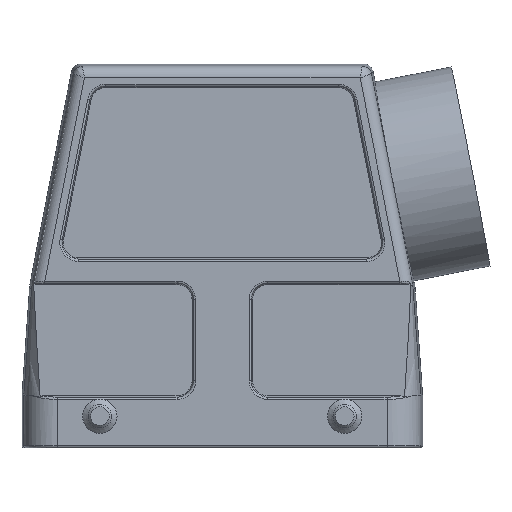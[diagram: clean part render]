
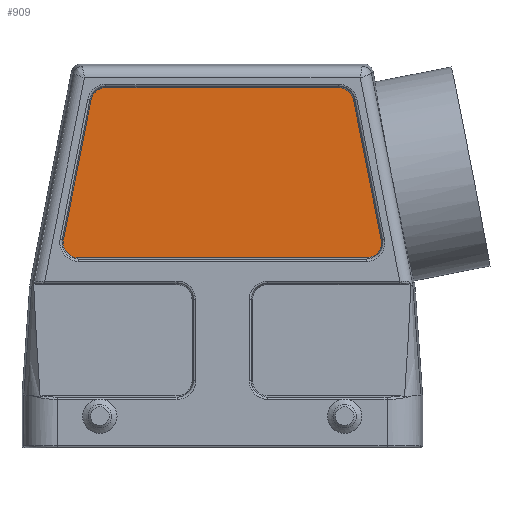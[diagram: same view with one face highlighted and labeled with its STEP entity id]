
A CAD part, front view. The second image highlights one B-rep face of the part: STEP entity #909.
In plain terms, the highlighted planar face has unit normal (0, -1, 0).
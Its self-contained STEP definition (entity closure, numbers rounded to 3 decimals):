
#560=FACE_OUTER_BOUND('',#2495,.T.);
#909=ADVANCED_FACE('',(#560),#1315,.F.);
#1315=PLANE('',#6595);
#1463=B_SPLINE_CURVE_WITH_KNOTS('',3,(#9987,#9988,#9989,#9990,#9991,#9992,
#9993,#9994,#9995,#9996,#9997,#9998,#9999,#10000,#10001,#10002,#10003,#10004,
#10005),.UNSPECIFIED.,.F.,.F.,(4,3,3,3,3,3,4),(0.,0.185,0.371,
0.568,0.754,0.948,1.),.UNSPECIFIED.);
#1464=B_SPLINE_CURVE_WITH_KNOTS('',3,(#10009,#10010,#10011,#10012,#10013,
#10014,#10015,#10016,#10017,#10018,#10019,#10020,#10021,#10022,#10023,#10024,
#10025,#10026,#10027,#10028,#10029,#10030),.UNSPECIFIED.,.F.,.F.,(4,3,3,
3,3,3,3,4),(0.,0.25,0.372,0.491,0.61,
0.729,0.848,1.),.UNSPECIFIED.);
#1465=B_SPLINE_CURVE_WITH_KNOTS('',3,(#10031,#10032,#10033,#10034,#10035,
#10036,#10037,#10038,#10039,#10040,#10041,#10042,#10043,#10044,#10045,#10046,
#10047,#10048,#10049,#10050,#10051,#10052),.UNSPECIFIED.,.F.,.F.,(4,3,3,
3,3,3,3,4),(0.,0.25,0.372,0.491,0.61,
0.729,0.848,1.),.UNSPECIFIED.);
#1466=B_SPLINE_CURVE_WITH_KNOTS('',3,(#10053,#10054,#10055,#10056,#10057,
#10058,#10059,#10060,#10061,#10062,#10063,#10064,#10065,#10066,#10067,#10068,
#10069,#10070,#10071),.UNSPECIFIED.,.F.,.F.,(4,3,3,3,3,3,4),(0.,0.185,
0.371,0.568,0.754,0.948,
1.),.UNSPECIFIED.);
#1699=LINE('',#9953,#2051);
#1701=LINE('',#9968,#2053);
#1703=LINE('',#9983,#2055);
#1705=LINE('',#10007,#2057);
#2051=VECTOR('',#7526,1.);
#2053=VECTOR('',#7530,1.);
#2055=VECTOR('',#7534,1.);
#2057=VECTOR('',#7540,1.);
#2495=EDGE_LOOP('',(#3250,#3251,#3252,#3253,#3254,#3255,#3256,#3257));
#3250=ORIENTED_EDGE('',*,*,#5603,.T.);
#3251=ORIENTED_EDGE('',*,*,#5605,.F.);
#3252=ORIENTED_EDGE('',*,*,#5606,.F.);
#3253=ORIENTED_EDGE('',*,*,#5607,.F.);
#3254=ORIENTED_EDGE('',*,*,#5599,.F.);
#3255=ORIENTED_EDGE('',*,*,#5608,.F.);
#3256=ORIENTED_EDGE('',*,*,#5595,.T.);
#3257=ORIENTED_EDGE('',*,*,#5609,.F.);
#4977=VERTEX_POINT('',#9945);
#4979=VERTEX_POINT('',#9952);
#4981=VERTEX_POINT('',#9960);
#4983=VERTEX_POINT('',#9967);
#4985=VERTEX_POINT('',#9975);
#4987=VERTEX_POINT('',#9982);
#4988=VERTEX_POINT('',#10006);
#4989=VERTEX_POINT('',#10008);
#5595=EDGE_CURVE('',#4977,#4979,#1699,.T.);
#5599=EDGE_CURVE('',#4983,#4981,#1701,.T.);
#5603=EDGE_CURVE('',#4985,#4987,#1703,.T.);
#5605=EDGE_CURVE('',#4988,#4987,#1463,.T.);
#5606=EDGE_CURVE('',#4989,#4988,#1705,.T.);
#5607=EDGE_CURVE('',#4981,#4989,#1464,.T.);
#5608=EDGE_CURVE('',#4977,#4983,#1465,.T.);
#5609=EDGE_CURVE('',#4985,#4979,#1466,.T.);
#6595=AXIS2_PLACEMENT_3D('',#10072,#7541,#7542);
#7526=DIRECTION('',(-0.194,0.,-0.981));
#7530=DIRECTION('',(1.,0.,0.));
#7534=DIRECTION('',(1.,0.,0.));
#7540=DIRECTION('',(0.194,0.,-0.981));
#7541=DIRECTION('',(0.,1.,0.));
#7542=DIRECTION('',(0.,0.,-1.));
#9945=CARTESIAN_POINT('',(-26.779,-26.899,71.593));
#9952=CARTESIAN_POINT('',(-32.424,-26.899,42.993));
#9953=CARTESIAN_POINT('',(-30.789,-26.899,51.281));
#9960=CARTESIAN_POINT('',(23.769,-26.899,74.067));
#9967=CARTESIAN_POINT('',(-23.769,-26.899,74.067));
#9968=CARTESIAN_POINT('',(29.414,-26.899,74.068));
#9975=CARTESIAN_POINT('',(-29.413,-26.899,39.33));
#9982=CARTESIAN_POINT('',(29.413,-26.899,39.33));
#9983=CARTESIAN_POINT('',(29.414,-26.899,39.329));
#9987=CARTESIAN_POINT('',(32.424,-26.899,42.993));
#9988=CARTESIAN_POINT('',(32.489,-26.899,42.668));
#9989=CARTESIAN_POINT('',(32.497,-26.899,42.327));
#9990=CARTESIAN_POINT('',(32.453,-26.899,41.998));
#9991=CARTESIAN_POINT('',(32.408,-26.899,41.666));
#9992=CARTESIAN_POINT('',(32.308,-26.899,41.337));
#9993=CARTESIAN_POINT('',(32.161,-26.899,41.035));
#9994=CARTESIAN_POINT('',(32.005,-26.899,40.718));
#9995=CARTESIAN_POINT('',(31.79,-26.899,40.423));
#9996=CARTESIAN_POINT('',(31.534,-26.899,40.18));
#9997=CARTESIAN_POINT('',(31.291,-26.899,39.951));
#9998=CARTESIAN_POINT('',(31.008,-26.899,39.76));
#9999=CARTESIAN_POINT('',(30.706,-26.899,39.619));
#10000=CARTESIAN_POINT('',(30.389,-26.899,39.472));
#10001=CARTESIAN_POINT('',(30.043,-26.899,39.376));
#10002=CARTESIAN_POINT('',(29.695,-26.899,39.343));
#10003=CARTESIAN_POINT('',(29.602,-26.899,39.334));
#10004=CARTESIAN_POINT('',(29.507,-26.899,39.329));
#10005=CARTESIAN_POINT('',(29.413,-26.899,39.33));
#10006=CARTESIAN_POINT('',(32.424,-26.899,42.993));
#10007=CARTESIAN_POINT('',(39.376,-26.899,7.772));
#10008=CARTESIAN_POINT('',(26.779,-26.899,71.593));
#10009=CARTESIAN_POINT('',(23.769,-26.899,74.067));
#10010=CARTESIAN_POINT('',(24.116,-26.899,74.066));
#10011=CARTESIAN_POINT('',(24.469,-26.899,74.005));
#10012=CARTESIAN_POINT('',(24.796,-26.899,73.889));
#10013=CARTESIAN_POINT('',(24.958,-26.899,73.832));
#10014=CARTESIAN_POINT('',(25.116,-26.899,73.76));
#10015=CARTESIAN_POINT('',(25.267,-26.899,73.677));
#10016=CARTESIAN_POINT('',(25.413,-26.899,73.595));
#10017=CARTESIAN_POINT('',(25.554,-26.899,73.501));
#10018=CARTESIAN_POINT('',(25.685,-26.899,73.396));
#10019=CARTESIAN_POINT('',(25.816,-26.899,73.292));
#10020=CARTESIAN_POINT('',(25.938,-26.899,73.176));
#10021=CARTESIAN_POINT('',(26.05,-26.899,73.051));
#10022=CARTESIAN_POINT('',(26.162,-26.899,72.926));
#10023=CARTESIAN_POINT('',(26.263,-26.899,72.792));
#10024=CARTESIAN_POINT('',(26.353,-26.899,72.651));
#10025=CARTESIAN_POINT('',(26.443,-26.899,72.51));
#10026=CARTESIAN_POINT('',(26.522,-26.899,72.361));
#10027=CARTESIAN_POINT('',(26.588,-26.899,72.207));
#10028=CARTESIAN_POINT('',(26.673,-26.899,72.01));
#10029=CARTESIAN_POINT('',(26.737,-26.899,71.803));
#10030=CARTESIAN_POINT('',(26.779,-26.899,71.593));
#10031=CARTESIAN_POINT('',(-26.779,-26.899,71.593));
#10032=CARTESIAN_POINT('',(-26.711,-26.899,71.934));
#10033=CARTESIAN_POINT('',(-26.582,-26.899,72.268));
#10034=CARTESIAN_POINT('',(-26.405,-26.899,72.567));
#10035=CARTESIAN_POINT('',(-26.317,-26.899,72.715));
#10036=CARTESIAN_POINT('',(-26.217,-26.899,72.856));
#10037=CARTESIAN_POINT('',(-26.106,-26.899,72.987));
#10038=CARTESIAN_POINT('',(-25.997,-26.899,73.115));
#10039=CARTESIAN_POINT('',(-25.878,-26.899,73.235));
#10040=CARTESIAN_POINT('',(-25.75,-26.899,73.343));
#10041=CARTESIAN_POINT('',(-25.622,-26.899,73.451));
#10042=CARTESIAN_POINT('',(-25.484,-26.899,73.549));
#10043=CARTESIAN_POINT('',(-25.34,-26.899,73.634));
#10044=CARTESIAN_POINT('',(-25.196,-26.899,73.72));
#10045=CARTESIAN_POINT('',(-25.045,-26.899,73.794));
#10046=CARTESIAN_POINT('',(-24.889,-26.899,73.854));
#10047=CARTESIAN_POINT('',(-24.733,-26.899,73.915));
#10048=CARTESIAN_POINT('',(-24.572,-26.899,73.964));
#10049=CARTESIAN_POINT('',(-24.408,-26.899,73.999));
#10050=CARTESIAN_POINT('',(-24.198,-26.899,74.044));
#10051=CARTESIAN_POINT('',(-23.983,-26.899,74.067));
#10052=CARTESIAN_POINT('',(-23.769,-26.899,74.067));
#10053=CARTESIAN_POINT('',(-29.413,-26.899,39.33));
#10054=CARTESIAN_POINT('',(-29.745,-26.899,39.329));
#10055=CARTESIAN_POINT('',(-30.081,-26.899,39.387));
#10056=CARTESIAN_POINT('',(-30.395,-26.899,39.494));
#10057=CARTESIAN_POINT('',(-30.712,-26.899,39.603));
#10058=CARTESIAN_POINT('',(-31.016,-26.899,39.764));
#10059=CARTESIAN_POINT('',(-31.283,-26.899,39.967));
#10060=CARTESIAN_POINT('',(-31.564,-26.899,40.181));
#10061=CARTESIAN_POINT('',(-31.812,-26.899,40.449));
#10062=CARTESIAN_POINT('',(-32.,-26.899,40.748));
#10063=CARTESIAN_POINT('',(-32.178,-26.899,41.03));
#10064=CARTESIAN_POINT('',(-32.311,-26.899,41.345));
#10065=CARTESIAN_POINT('',(-32.39,-26.899,41.669));
#10066=CARTESIAN_POINT('',(-32.473,-26.899,42.008));
#10067=CARTESIAN_POINT('',(-32.501,-26.899,42.366));
#10068=CARTESIAN_POINT('',(-32.466,-26.899,42.714));
#10069=CARTESIAN_POINT('',(-32.457,-26.899,42.807));
#10070=CARTESIAN_POINT('',(-32.443,-26.899,42.901));
#10071=CARTESIAN_POINT('',(-32.424,-26.899,42.993));
#10072=CARTESIAN_POINT('',(0.,-26.899,0.));
